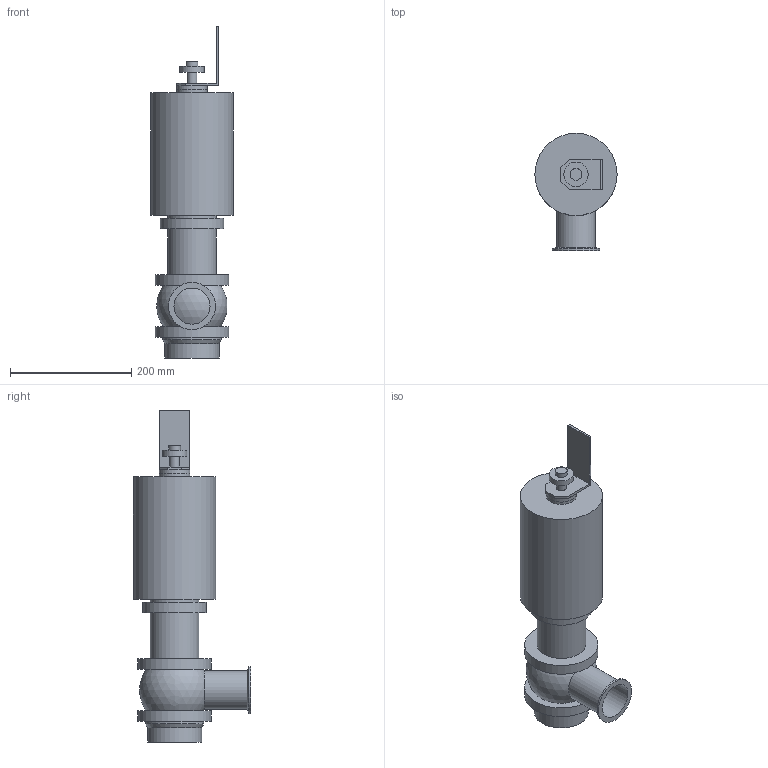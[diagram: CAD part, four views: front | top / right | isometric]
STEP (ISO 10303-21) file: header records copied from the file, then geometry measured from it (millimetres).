
FILE_DESCRIPTION(/* description */ (''),/* implementation_level */ '2;1');
FILE_NAME(/* name */ 'SMC2L_25.stp',/* time_stamp */ '2021-08-23T13:04:00+09:00',/* author */ ('m'),/* organization */ (''),/* preprocessor_version */ 'ST-DEVELOPER v18.1',/* originating_system */ 'Autodesk Inventor 2021',/* authorisation */ '');
FILE_SCHEMA (('AUTOMOTIVE_DESIGN { 1 0 10303 214 3 1 1 }'));
Length unit declared in the file: millimetre
Products named in the file (3): SMC2L_25; SMC2T13MJ000-1P-CXC-W--304-25; SQLS [SW=0]
Assembly tree (2 placements, depth 2):
  SMC2L_25
    SMC2T13MJ000-1P-CXC-W--304-25
    SQLS [SW=0]
Bounding box: 135.5 x 192.75 x 546.75 mm (x, y, z)
Volume: 4634780.5 mm3; surface area: 283344.8 mm2
Topology: 2 solids, 2 shells, 50 faces, 89 edges, 56 vertices
Faces by surface type: plane 27, cylinder 18, cone 3, sphere 2
Full cylindrical faces by diameter (mm): 16 x1, 19.5 x1, 40 x1, 50 x2, 59.5 x1, 63.5 x1, 77.5 x1, 80 x2, 85.1 x1, 89.1 x1, 90 x1, 96 x1, 105 x1, 121 x2, 135.5 x1
Entity records: 1329 total; most frequent: DIRECTION 240, CARTESIAN_POINT 200, ORIENTED_EDGE 178, AXIS2_PLACEMENT_3D 96, EDGE_CURVE 89, EDGE_LOOP 63, VERTEX_POINT 56, FACE_OUTER_BOUND 50
